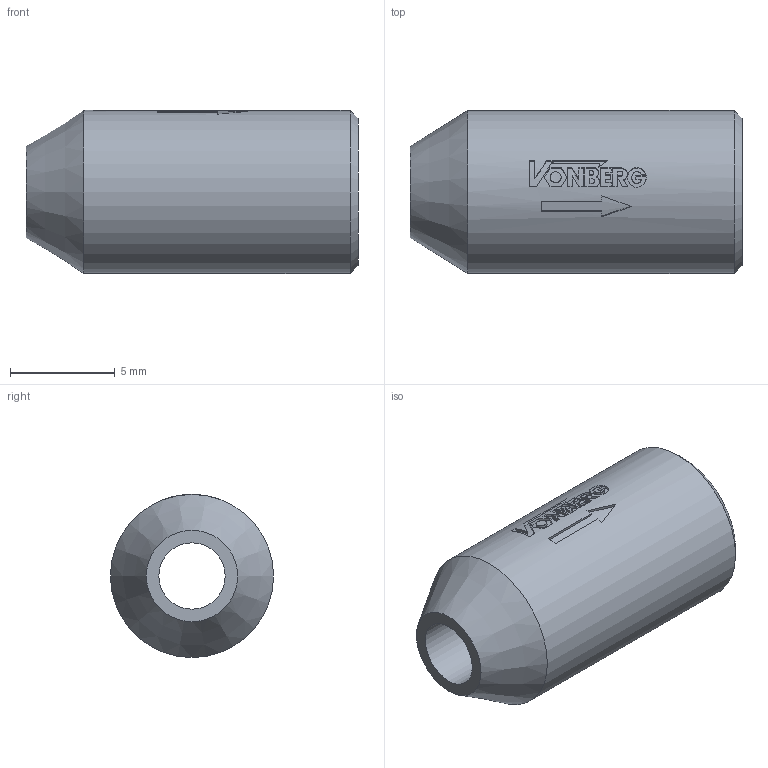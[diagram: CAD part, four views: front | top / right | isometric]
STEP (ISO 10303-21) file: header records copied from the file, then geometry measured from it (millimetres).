
FILE_DESCRIPTION((''),'2;1');
FILE_NAME('14101.stp','2015-01-02T15:44:56',('jml'),(''),'Autodesk Inventor 2010','Autodesk Inventor 2010','');
FILE_SCHEMA(('AUTOMOTIVE_DESIGN { 1 0 10303 214 1 1 1 1 }'));
Length unit declared in the file: inch
Products named in the file (1): 14101
Bounding box: 15.88 x 7.8 x 7.8 mm (x, y, z)
Volume: 580.3 mm3; surface area: 589 mm2
Topology: 1 solids, 1 shells, 104 faces, 266 edges, 177 vertices
Faces by surface type: plane 57, bspline 30, cylinder 15, cone 2
Full cylindrical faces by diameter (mm): 3.175 x1, 7.798 x1
Entity records: 8404 total; most frequent: CARTESIAN_POINT 6125, ORIENTED_EDGE 522, DIRECTION 336, EDGE_CURVE 261, VERTEX_POINT 176, VECTOR 124, LINE 124, EDGE_LOOP 123
